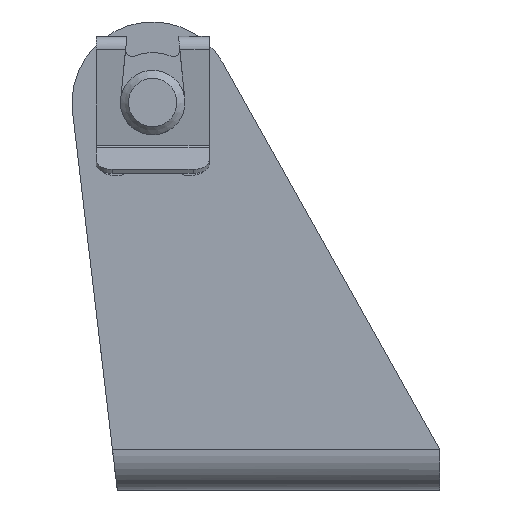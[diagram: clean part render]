
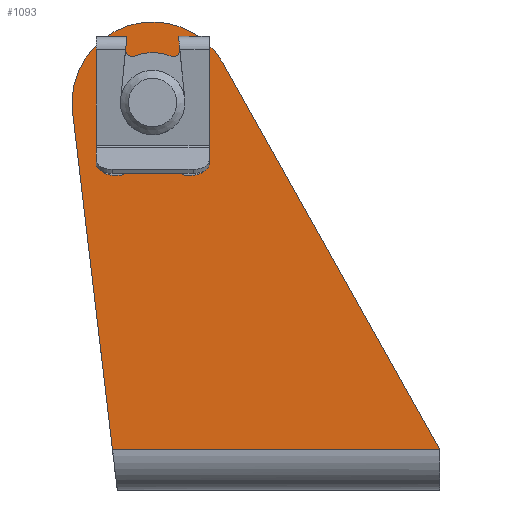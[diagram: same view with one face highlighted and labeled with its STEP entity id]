
A CAD part, top view. The second image highlights one B-rep face of the part: STEP entity #1093.
In plain terms, the highlighted planar face has unit normal (0, 0, 1).
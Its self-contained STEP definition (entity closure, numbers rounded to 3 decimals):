
#86=LINE('',#1696,#174);
#87=LINE('',#1699,#175);
#88=LINE('',#1703,#176);
#174=VECTOR('',#1338,1000.);
#175=VECTOR('',#1339,1000.);
#176=VECTOR('',#1342,1000.);
#262=ORIENTED_EDGE('',*,*,#570,.F.);
#263=ORIENTED_EDGE('',*,*,#571,.F.);
#264=ORIENTED_EDGE('',*,*,#572,.T.);
#265=ORIENTED_EDGE('',*,*,#573,.T.);
#266=ORIENTED_EDGE('',*,*,#574,.T.);
#570=EDGE_CURVE('',#724,#724,#832,.F.);
#571=EDGE_CURVE('',#725,#726,#86,.T.);
#572=EDGE_CURVE('',#725,#727,#87,.T.);
#573=EDGE_CURVE('',#727,#728,#833,.F.);
#574=EDGE_CURVE('',#728,#726,#88,.T.);
#724=VERTEX_POINT('',#1695);
#725=VERTEX_POINT('',#1697);
#726=VERTEX_POINT('',#1698);
#727=VERTEX_POINT('',#1700);
#728=VERTEX_POINT('',#1702);
#832=CIRCLE('',#1198,2.);
#833=CIRCLE('',#1199,5.);
#886=EDGE_LOOP('',(#262));
#887=EDGE_LOOP('',(#263,#264,#265,#266));
#974=FACE_BOUND('',#886,.T.);
#975=FACE_BOUND('',#887,.T.);
#1062=PLANE('',#1197);
#1093=ADVANCED_FACE('',(#974,#975),#1062,.F.);
#1197=AXIS2_PLACEMENT_3D('',#1693,#1334,#1335);
#1198=AXIS2_PLACEMENT_3D('',#1694,#1336,#1337);
#1199=AXIS2_PLACEMENT_3D('',#1701,#1340,#1341);
#1334=DIRECTION('',(0.,0.,-1.));
#1335=DIRECTION('',(-1.,0.,0.));
#1336=DIRECTION('',(0.,0.,-1.));
#1337=DIRECTION('',(-1.,0.,0.));
#1338=DIRECTION('',(-1.,0.,0.));
#1339=DIRECTION('',(-0.489,0.872,0.));
#1340=DIRECTION('',(0.,0.,-1.));
#1341=DIRECTION('',(-1.,0.,0.));
#1342=DIRECTION('',(0.117,-0.993,0.));
#1693=CARTESIAN_POINT('',(20.,29.,6.55));
#1694=CARTESIAN_POINT('',(2.2,24.,6.55));
#1695=CARTESIAN_POINT('',(0.2,24.,6.55));
#1696=CARTESIAN_POINT('',(20.,2.5,6.55));
#1697=CARTESIAN_POINT('',(20.,2.5,6.55));
#1698=CARTESIAN_POINT('',(-0.295,2.5,6.55));
#1699=CARTESIAN_POINT('',(8.69,22.652,6.55));
#1700=CARTESIAN_POINT('',(6.56,26.447,6.55));
#1701=CARTESIAN_POINT('',(2.2,24.,6.55));
#1702=CARTESIAN_POINT('',(-2.765,23.414,6.55));
#1703=CARTESIAN_POINT('',(-3.103,26.271,6.55));
